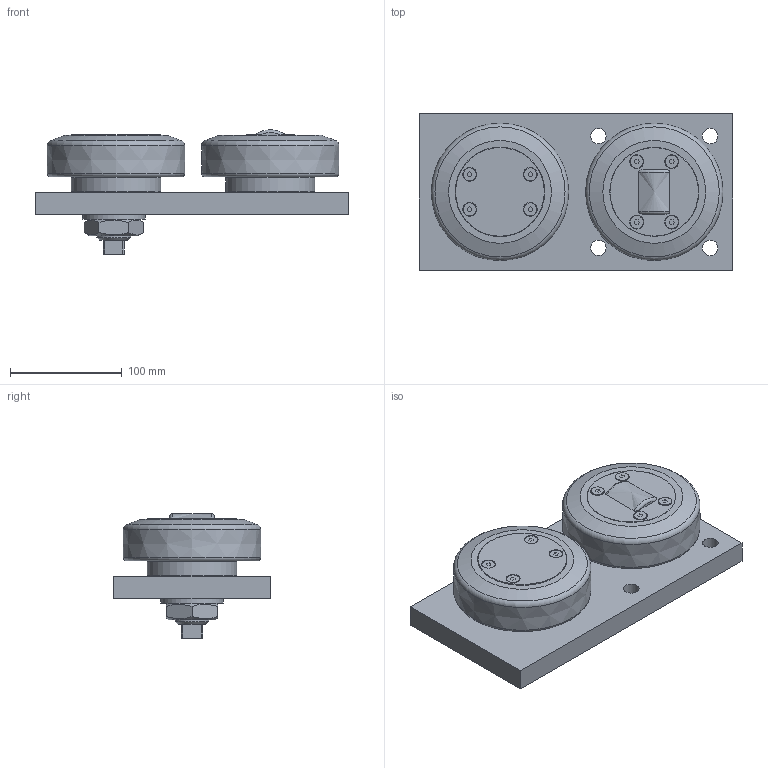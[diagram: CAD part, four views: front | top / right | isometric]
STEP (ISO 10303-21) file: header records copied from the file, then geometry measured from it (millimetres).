
FILE_DESCRIPTION(/* description */ ('-','CAx-IF Rec.Pracs.---Representation and Presentation of Product Manufacturing Information (PMI)---4.0---2014-10-13'),/* implementation_level */ '2;1');
FILE_NAME(/* name */ '49968601-e992-48f7-a299-fd8413c433eb.stp',/* time_stamp */ '2020-04-01T16:05:15+02:00',/* author */ ('-'),/* organization */ ('NTI CADcenter A/S'),/* preprocessor_version */ 'ST-DEVELOPER v18',/* originating_system */ 'Autodesk Inventor 2020',/* authorisation */ '-');
FILE_SCHEMA (('AP242_MANAGED_MODEL_BASED_3D_ENGINEERING_MIM_LF { 1 0 10303 442 1 1 4 }'));
Length unit declared in the file: millimetre
Products named in the file (1): FE 120.5200_Kontur
Bounding box: 280 x 140 x 111.5 mm (x, y, z)
Volume: 1806641.5 mm3; surface area: 160968.8 mm2
Topology: 1 solids, 1 shells, 156 faces, 367 edges, 249 vertices
Faces by surface type: plane 105, cylinder 27, cone 15, torus 6, bspline 3
Full cylindrical faces by diameter (mm): 11.7 x8, 12.4 x4, 13.835 x4, 30 x1, 56 x1, 80 x5
Entity records: 4653 total; most frequent: CARTESIAN_POINT 903, DIRECTION 788, ORIENTED_EDGE 734, EDGE_CURVE 367, AXIS2_PLACEMENT_3D 285, VERTEX_POINT 249, LINE 218, VECTOR 218
